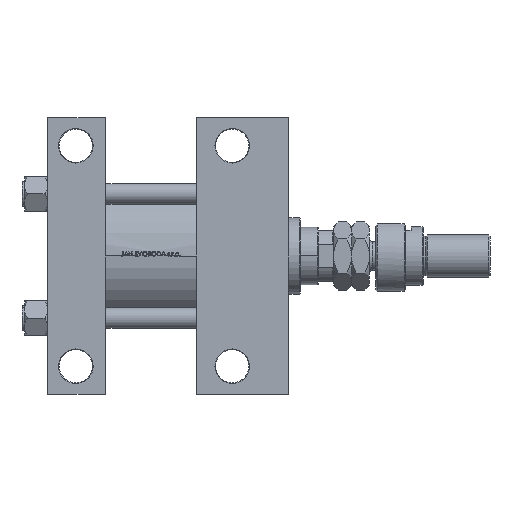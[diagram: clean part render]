
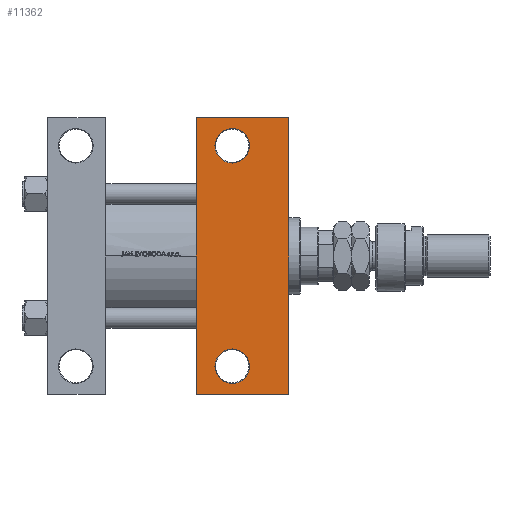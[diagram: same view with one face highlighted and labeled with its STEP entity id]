
A CAD part, front view. The second image highlights one B-rep face of the part: STEP entity #11362.
In plain terms, the highlighted face is planar.
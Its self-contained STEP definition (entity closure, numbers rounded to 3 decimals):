
#872 = CARTESIAN_POINT ( 'NONE',  ( 144., 86., -65. ) ) ;
#1226 = EDGE_CURVE ( 'NONE', #4888, #16905, #25402, .T. ) ;
#2316 = EDGE_CURVE ( 'NONE', #16905, #4888, #8115, .T. ) ;
#2667 = ORIENTED_EDGE ( 'NONE', *, *, #17264, .T. ) ;
#2907 = CARTESIAN_POINT ( 'NONE',  ( 188., 108., -65. ) ) ;
#4218 = DIRECTION ( 'NONE',  ( 0., -1., 0. ) ) ;
#4888 = VERTEX_POINT ( 'NONE', #32591 ) ;
#5294 = DIRECTION ( 'NONE',  ( 0., 0., 1. ) ) ;
#5345 = DIRECTION ( 'NONE',  ( -1., 0., 0. ) ) ;
#5651 = EDGE_LOOP ( 'NONE', ( #20378, #22547 ) ) ;
#5817 = FACE_BOUND ( 'NONE', #40356, .T. ) ;
#6394 = DIRECTION ( 'NONE',  ( 1., 0., 0. ) ) ;
#6559 = ORIENTED_EDGE ( 'NONE', *, *, #11679, .T. ) ;
#6828 = PLANE ( 'NONE',  #7639 ) ;
#7639 = AXIS2_PLACEMENT_3D ( 'NONE', #41295, #49500, #49747 ) ;
#8115 = CIRCLE ( 'NONE', #17143, 13.5 ) ;
#9369 = DIRECTION ( 'NONE',  ( 0., 0., 1. ) ) ;
#9951 = CARTESIAN_POINT ( 'NONE',  ( 116., -108., -65. ) ) ;
#10057 = VERTEX_POINT ( 'NONE', #30371 ) ;
#11182 = ORIENTED_EDGE ( 'NONE', *, *, #37912, .T. ) ;
#11362 = ADVANCED_FACE ( 'NONE', ( #18136, #5817, #13765 ), #6828, .T. ) ;
#11407 = ORIENTED_EDGE ( 'NONE', *, *, #42908, .F. ) ;
#11679 = EDGE_CURVE ( 'NONE', #10057, #25557, #33070, .T. ) ;
#12251 = CIRCLE ( 'NONE', #18804, 13.5 ) ;
#13148 = ORIENTED_EDGE ( 'NONE', *, *, #25805, .T. ) ;
#13765 = FACE_OUTER_BOUND ( 'NONE', #36504, .T. ) ;
#14780 = CARTESIAN_POINT ( 'NONE',  ( 188., 65., -65. ) ) ;
#15813 = AXIS2_PLACEMENT_3D ( 'NONE', #45332, #9369, #49437 ) ;
#16277 = CARTESIAN_POINT ( 'NONE',  ( 116., 65., -65. ) ) ;
#16556 = DIRECTION ( 'NONE',  ( 0., 1., 0. ) ) ;
#16905 = VERTEX_POINT ( 'NONE', #43697 ) ;
#17143 = AXIS2_PLACEMENT_3D ( 'NONE', #872, #36615, #16556 ) ;
#17264 = EDGE_CURVE ( 'NONE', #45154, #46819, #30712, .T. ) ;
#18136 = FACE_BOUND ( 'NONE', #5651, .T. ) ;
#18804 = AXIS2_PLACEMENT_3D ( 'NONE', #22687, #45592, #26784 ) ;
#20378 = ORIENTED_EDGE ( 'NONE', *, *, #1226, .T. ) ;
#21163 = VECTOR ( 'NONE', #42549, 1000. ) ;
#21680 = VERTEX_POINT ( 'NONE', #40864 ) ;
#22547 = ORIENTED_EDGE ( 'NONE', *, *, #2316, .T. ) ;
#22687 = CARTESIAN_POINT ( 'NONE',  ( 144., -86., -65. ) ) ;
#23261 = VECTOR ( 'NONE', #4218, 1000. ) ;
#25110 = LINE ( 'NONE', #9951, #42012 ) ;
#25298 = AXIS2_PLACEMENT_3D ( 'NONE', #40525, #5294, #48479 ) ;
#25402 = CIRCLE ( 'NONE', #25298, 13.5 ) ;
#25557 = VERTEX_POINT ( 'NONE', #30659 ) ;
#25805 = EDGE_CURVE ( 'NONE', #50289, #45154, #49580, .T. ) ;
#26158 = CARTESIAN_POINT ( 'NONE',  ( 116., 108., -65. ) ) ;
#26216 = ORIENTED_EDGE ( 'NONE', *, *, #29996, .T. ) ;
#26784 = DIRECTION ( 'NONE',  ( 0., 1., 0. ) ) ;
#27688 = CARTESIAN_POINT ( 'NONE',  ( 188., -108., -65. ) ) ;
#29996 = EDGE_CURVE ( 'NONE', #25557, #10057, #12251, .T. ) ;
#30371 = CARTESIAN_POINT ( 'NONE',  ( 157.5, -86., -65. ) ) ;
#30659 = CARTESIAN_POINT ( 'NONE',  ( 130.5, -86., -65. ) ) ;
#30712 = LINE ( 'NONE', #14780, #21163 ) ;
#32591 = CARTESIAN_POINT ( 'NONE',  ( 130.5, 86., -65. ) ) ;
#33070 = CIRCLE ( 'NONE', #15813, 13.5 ) ;
#35116 = VECTOR ( 'NONE', #6394, 1000. ) ;
#36173 = CARTESIAN_POINT ( 'NONE',  ( 116., 108., -65. ) ) ;
#36504 = EDGE_LOOP ( 'NONE', ( #11407, #13148, #2667, #11182 ) ) ;
#36615 = DIRECTION ( 'NONE',  ( 0., 0., 1. ) ) ;
#37912 = EDGE_CURVE ( 'NONE', #46819, #21680, #25110, .T. ) ;
#39693 = LINE ( 'NONE', #16277, #23261 ) ;
#40356 = EDGE_LOOP ( 'NONE', ( #26216, #6559 ) ) ;
#40525 = CARTESIAN_POINT ( 'NONE',  ( 144., 86., -65. ) ) ;
#40864 = CARTESIAN_POINT ( 'NONE',  ( 116., -108., -65. ) ) ;
#41295 = CARTESIAN_POINT ( 'NONE',  ( 188., 65., -65. ) ) ;
#42012 = VECTOR ( 'NONE', #5345, 1000. ) ;
#42549 = DIRECTION ( 'NONE',  ( 0., -1., 0. ) ) ;
#42908 = EDGE_CURVE ( 'NONE', #50289, #21680, #39693, .T. ) ;
#43697 = CARTESIAN_POINT ( 'NONE',  ( 157.5, 86., -65. ) ) ;
#45154 = VERTEX_POINT ( 'NONE', #2907 ) ;
#45332 = CARTESIAN_POINT ( 'NONE',  ( 144., -86., -65. ) ) ;
#45592 = DIRECTION ( 'NONE',  ( 0., 0., 1. ) ) ;
#46819 = VERTEX_POINT ( 'NONE', #27688 ) ;
#48479 = DIRECTION ( 'NONE',  ( 0., 1., 0. ) ) ;
#49437 = DIRECTION ( 'NONE',  ( 0., 1., 0. ) ) ;
#49500 = DIRECTION ( 'NONE',  ( 0., 0., -1. ) ) ;
#49580 = LINE ( 'NONE', #26158, #35116 ) ;
#49747 = DIRECTION ( 'NONE',  ( 0., 1., 0. ) ) ;
#50289 = VERTEX_POINT ( 'NONE', #36173 ) ;
